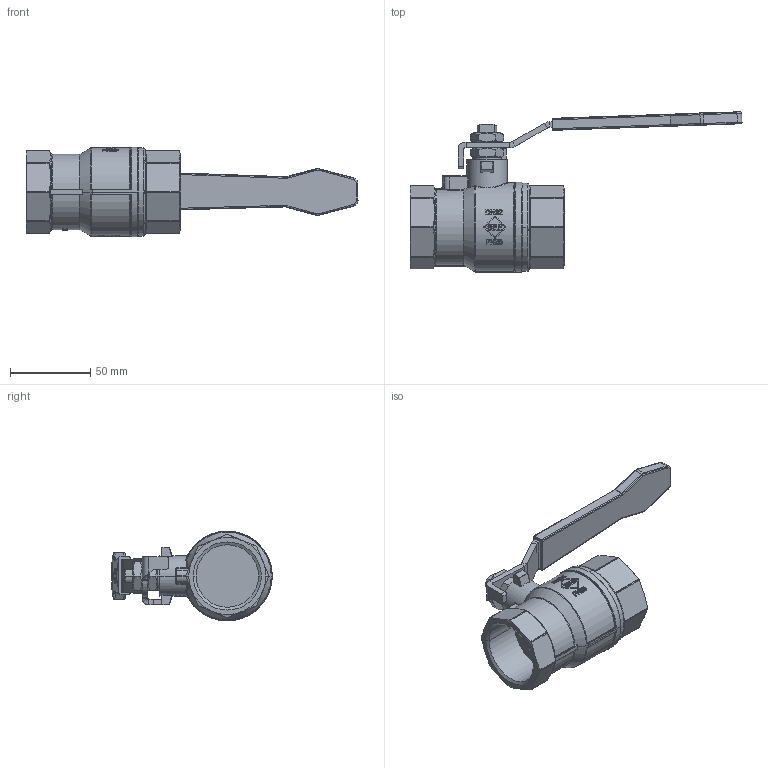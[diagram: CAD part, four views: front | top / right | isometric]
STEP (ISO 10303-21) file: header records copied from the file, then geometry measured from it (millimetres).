
FILE_DESCRIPTION(('STEP AP214'),'1');
FILE_NAME('valve_834-1_1_4.stp','2018-06-14T14:43:31',('TraceParts'),('TraceParts S.A.'),'Spatial InterOp 3D',' ',' ');
FILE_SCHEMA(('automotive_design'));
Length unit declared in the file: millimetre
Products named in the file (1): valve_834-1_1_4
Bounding box: 206.91 x 100.02 x 56 mm (x, y, z)
Volume: 179126.8 mm3; surface area: 41057.6 mm2
Topology: 1 solids, 2 shells, 1682 faces, 4452 edges, 2860 vertices
Faces by surface type: plane 684, bspline 579, cylinder 304, cone 64, torus 39, sphere 12
Entity records: 74502 total; most frequent: CARTESIAN_POINT 23227, ORIENTED_EDGE 8856, DIRECTION 6189, EDGE_CURVE 4428, VERTEX_POINT 2860, LINE 2195, VECTOR 2195, AXIS2_PLACEMENT_3D 1997
